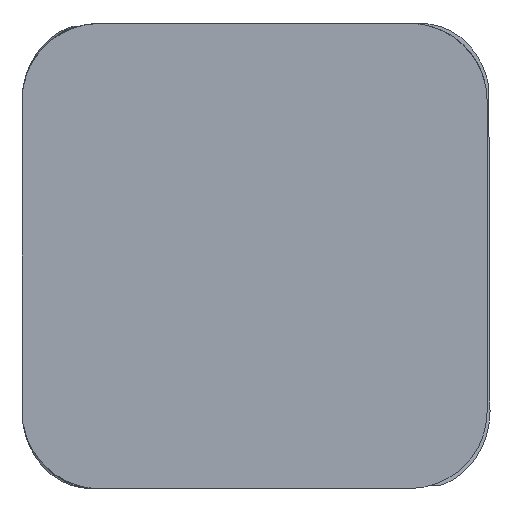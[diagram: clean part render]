
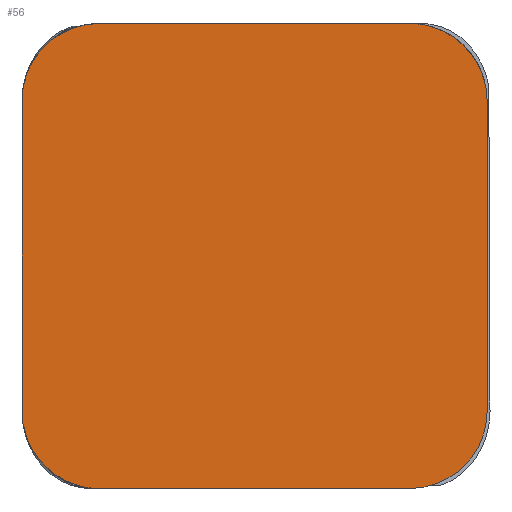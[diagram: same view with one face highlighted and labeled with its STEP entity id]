
A CAD part, left-side view. The second image highlights one B-rep face of the part: STEP entity #56.
In plain terms, the highlighted planar face has unit normal (-1, 0, 0).
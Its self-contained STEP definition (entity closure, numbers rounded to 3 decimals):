
#56=ADVANCED_FACE('',(#80),#371,.T.);
#80=FACE_OUTER_BOUND('',#104,.T.);
#104=EDGE_LOOP('',(#159,#160,#161,#162,#163,#164,#165,#166));
#159=ORIENTED_EDGE('',*,*,#229,.T.);
#160=ORIENTED_EDGE('',*,*,#233,.T.);
#161=ORIENTED_EDGE('',*,*,#236,.T.);
#162=ORIENTED_EDGE('',*,*,#239,.T.);
#163=ORIENTED_EDGE('',*,*,#242,.T.);
#164=ORIENTED_EDGE('',*,*,#245,.T.);
#165=ORIENTED_EDGE('',*,*,#248,.T.);
#166=ORIENTED_EDGE('',*,*,#250,.T.);
#229=EDGE_CURVE('',#337,#336,#283,.T.);
#233=EDGE_CURVE('',#336,#339,#287,.T.);
#236=EDGE_CURVE('',#339,#341,#290,.T.);
#239=EDGE_CURVE('',#341,#343,#293,.T.);
#242=EDGE_CURVE('',#343,#345,#296,.T.);
#245=EDGE_CURVE('',#345,#347,#299,.T.);
#248=EDGE_CURVE('',#347,#349,#302,.T.);
#250=EDGE_CURVE('',#349,#337,#304,.T.);
#283=(
BOUNDED_CURVE()
B_SPLINE_CURVE(2,(#503,#504,#505),.UNSPECIFIED.,.F.,.F.)
B_SPLINE_CURVE_WITH_KNOTS((3,3),(157.08,557.08),
 .UNSPECIFIED.)
CURVE()
GEOMETRIC_REPRESENTATION_ITEM()
RATIONAL_B_SPLINE_CURVE((1.,1.,1.))
REPRESENTATION_ITEM('')
);
#287=(
BOUNDED_CURVE()
B_SPLINE_CURVE(2,(#513,#514,#515),.UNSPECIFIED.,.F.,.F.)
B_SPLINE_CURVE_WITH_KNOTS((3,3),(557.08,714.159),
 .UNSPECIFIED.)
CURVE()
GEOMETRIC_REPRESENTATION_ITEM()
RATIONAL_B_SPLINE_CURVE((1.,0.707,1.))
REPRESENTATION_ITEM('')
);
#290=(
BOUNDED_CURVE()
B_SPLINE_CURVE(2,(#521,#522,#523),.UNSPECIFIED.,.F.,.F.)
B_SPLINE_CURVE_WITH_KNOTS((3,3),(714.159,1114.159),
 .UNSPECIFIED.)
CURVE()
GEOMETRIC_REPRESENTATION_ITEM()
RATIONAL_B_SPLINE_CURVE((1.,1.,1.))
REPRESENTATION_ITEM('')
);
#293=(
BOUNDED_CURVE()
B_SPLINE_CURVE(2,(#529,#530,#531),.UNSPECIFIED.,.F.,.F.)
B_SPLINE_CURVE_WITH_KNOTS((3,3),(1114.159,1271.239),
 .UNSPECIFIED.)
CURVE()
GEOMETRIC_REPRESENTATION_ITEM()
RATIONAL_B_SPLINE_CURVE((1.,0.707,1.))
REPRESENTATION_ITEM('')
);
#296=(
BOUNDED_CURVE()
B_SPLINE_CURVE(2,(#537,#538,#539),.UNSPECIFIED.,.F.,.F.)
B_SPLINE_CURVE_WITH_KNOTS((3,3),(1271.239,1671.239),
 .UNSPECIFIED.)
CURVE()
GEOMETRIC_REPRESENTATION_ITEM()
RATIONAL_B_SPLINE_CURVE((1.,1.,1.))
REPRESENTATION_ITEM('')
);
#299=(
BOUNDED_CURVE()
B_SPLINE_CURVE(2,(#545,#546,#547),.UNSPECIFIED.,.F.,.F.)
B_SPLINE_CURVE_WITH_KNOTS((3,3),(1671.239,1828.319),
 .UNSPECIFIED.)
CURVE()
GEOMETRIC_REPRESENTATION_ITEM()
RATIONAL_B_SPLINE_CURVE((1.,0.707,1.))
REPRESENTATION_ITEM('')
);
#302=(
BOUNDED_CURVE()
B_SPLINE_CURVE(2,(#553,#554,#555),.UNSPECIFIED.,.F.,.F.)
B_SPLINE_CURVE_WITH_KNOTS((3,3),(1828.319,2228.319),
 .UNSPECIFIED.)
CURVE()
GEOMETRIC_REPRESENTATION_ITEM()
RATIONAL_B_SPLINE_CURVE((1.,1.,1.))
REPRESENTATION_ITEM('')
);
#304=(
BOUNDED_CURVE()
B_SPLINE_CURVE(2,(#559,#560,#561),.UNSPECIFIED.,.F.,.F.)
B_SPLINE_CURVE_WITH_KNOTS((3,3),(2228.319,2385.398),
 .UNSPECIFIED.)
CURVE()
GEOMETRIC_REPRESENTATION_ITEM()
RATIONAL_B_SPLINE_CURVE((1.,0.707,1.))
REPRESENTATION_ITEM('')
);
#336=VERTEX_POINT('',#484);
#337=VERTEX_POINT('',#485);
#339=VERTEX_POINT('',#487);
#341=VERTEX_POINT('',#489);
#343=VERTEX_POINT('',#491);
#345=VERTEX_POINT('',#493);
#347=VERTEX_POINT('',#495);
#349=VERTEX_POINT('',#497);
#371=PLANE('',#415);
#415=AXIS2_PLACEMENT_3D('',#481,#424,$);
#424=DIRECTION('',(-1.,0.,0.));
#481=CARTESIAN_POINT('',(0.,-71.244,675.));
#484=CARTESIAN_POINT('',(0.,603.756,100.));
#485=CARTESIAN_POINT('',(0.,603.756,500.));
#487=CARTESIAN_POINT('',(0.,503.756,0.));
#489=CARTESIAN_POINT('',(0.,103.756,0.));
#491=CARTESIAN_POINT('',(0.,3.756,100.));
#493=CARTESIAN_POINT('',(0.,3.756,500.));
#495=CARTESIAN_POINT('',(0.,103.756,600.));
#497=CARTESIAN_POINT('',(0.,503.756,600.));
#503=CARTESIAN_POINT('',(0.,603.756,500.));
#504=CARTESIAN_POINT('',(0.,603.756,300.));
#505=CARTESIAN_POINT('',(0.,603.756,100.));
#513=CARTESIAN_POINT('',(0.,603.756,100.));
#514=CARTESIAN_POINT('',(0.,603.756,0.));
#515=CARTESIAN_POINT('',(0.,503.756,0.));
#521=CARTESIAN_POINT('',(0.,503.756,0.));
#522=CARTESIAN_POINT('',(0.,303.756,0.));
#523=CARTESIAN_POINT('',(0.,103.756,0.));
#529=CARTESIAN_POINT('',(0.,103.756,0.));
#530=CARTESIAN_POINT('',(0.,3.756,0.));
#531=CARTESIAN_POINT('',(0.,3.756,100.));
#537=CARTESIAN_POINT('',(0.,3.756,100.));
#538=CARTESIAN_POINT('',(0.,3.756,300.));
#539=CARTESIAN_POINT('',(0.,3.756,500.));
#545=CARTESIAN_POINT('',(0.,3.756,500.));
#546=CARTESIAN_POINT('',(0.,3.756,600.));
#547=CARTESIAN_POINT('',(0.,103.756,600.));
#553=CARTESIAN_POINT('',(0.,103.756,600.));
#554=CARTESIAN_POINT('',(0.,303.756,600.));
#555=CARTESIAN_POINT('',(0.,503.756,600.));
#559=CARTESIAN_POINT('',(0.,503.756,600.));
#560=CARTESIAN_POINT('',(0.,603.756,600.));
#561=CARTESIAN_POINT('',(0.,603.756,500.));
